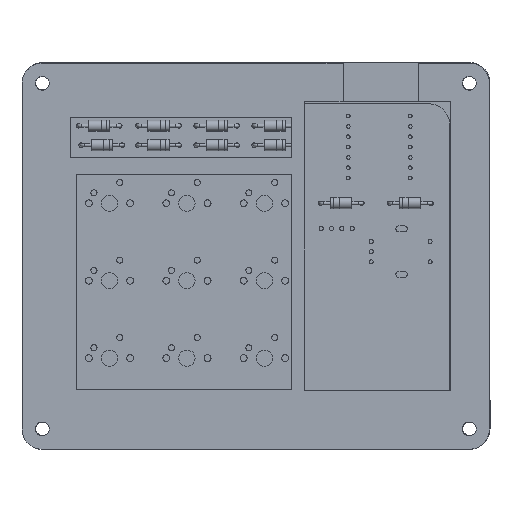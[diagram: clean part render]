
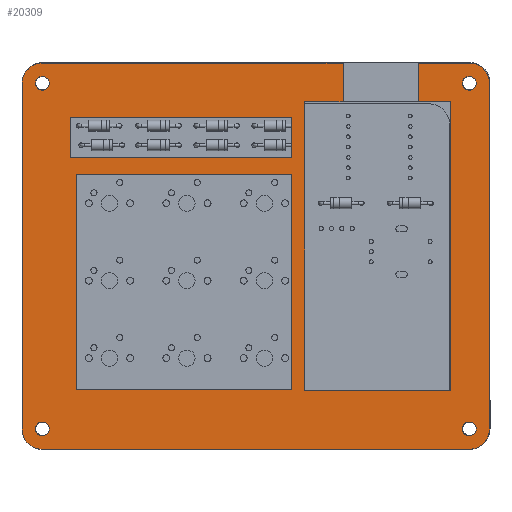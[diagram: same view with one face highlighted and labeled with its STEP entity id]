
A CAD part, top view. The second image highlights one B-rep face of the part: STEP entity #20309.
In plain terms, the highlighted planar face has unit normal (0, 0, 1).
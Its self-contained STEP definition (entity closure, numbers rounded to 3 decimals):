
#2150=FACE_BOUND('',#4913,.T.);
#2151=FACE_BOUND('',#4914,.T.);
#2152=FACE_BOUND('',#4915,.T.);
#2153=FACE_BOUND('',#4916,.T.);
#2154=FACE_BOUND('',#4917,.T.);
#2155=FACE_BOUND('',#4918,.T.);
#2506=PLANE('',#21093);
#3576=FACE_OUTER_BOUND('',#4912,.T.);
#4912=EDGE_LOOP('',(#19089,#19090,#19091,#19092,#19093,#19094,#19095,#19096,
#19097,#19098,#19099,#19100,#19101,#19102,#19103,#19104));
#4913=EDGE_LOOP('',(#19105,#19106,#19107,#19108));
#4914=EDGE_LOOP('',(#19109,#19110,#19111,#19112));
#4915=EDGE_LOOP('',(#19113));
#4916=EDGE_LOOP('',(#19114));
#4917=EDGE_LOOP('',(#19115));
#4918=EDGE_LOOP('',(#19116));
#5163=CIRCLE('',#21057,5.);
#5164=CIRCLE('',#21063,5.);
#5165=CIRCLE('',#21066,5.);
#5166=CIRCLE('',#21068,5.);
#5167=CIRCLE('',#21074,1.7);
#5168=CIRCLE('',#21078,1.7);
#5169=CIRCLE('',#21080,1.7);
#5170=CIRCLE('',#21082,1.7);
#6654=LINE('',#40159,#8182);
#6656=LINE('',#40165,#8184);
#6659=LINE('',#40170,#8187);
#6662=LINE('',#40179,#8190);
#6667=LINE('',#40193,#8195);
#6669=LINE('',#40197,#8197);
#6671=LINE('',#40201,#8199);
#6673=LINE('',#40204,#8201);
#6675=LINE('',#40211,#8203);
#6677=LINE('',#40214,#8205);
#6682=LINE('',#40230,#8210);
#6683=LINE('',#40232,#8211);
#6684=LINE('',#40235,#8212);
#6686=LINE('',#40239,#8214);
#6688=LINE('',#40243,#8216);
#6690=LINE('',#40247,#8218);
#6692=LINE('',#40251,#8220);
#6694=LINE('',#40255,#8222);
#6696=LINE('',#40259,#8224);
#6698=LINE('',#40262,#8226);
#8182=VECTOR('',#23990,10.);
#8184=VECTOR('',#23996,10.);
#8187=VECTOR('',#24001,10.);
#8190=VECTOR('',#24010,10.);
#8195=VECTOR('',#24025,10.);
#8197=VECTOR('',#24029,10.);
#8199=VECTOR('',#24033,10.);
#8201=VECTOR('',#24037,10.);
#8203=VECTOR('',#24045,10.);
#8205=VECTOR('',#24049,10.);
#8210=VECTOR('',#24068,10.);
#8211=VECTOR('',#24071,10.);
#8212=VECTOR('',#24074,10.);
#8214=VECTOR('',#24078,10.);
#8216=VECTOR('',#24082,10.);
#8218=VECTOR('',#24086,10.);
#8220=VECTOR('',#24090,10.);
#8222=VECTOR('',#24094,10.);
#8224=VECTOR('',#24098,10.);
#8226=VECTOR('',#24102,10.);
#10179=VERTEX_POINT('',#40151);
#10180=VERTEX_POINT('',#40152);
#10181=VERTEX_POINT('',#40157);
#10182=VERTEX_POINT('',#40162);
#10183=VERTEX_POINT('',#40164);
#10184=VERTEX_POINT('',#40168);
#10185=VERTEX_POINT('',#40172);
#10186=VERTEX_POINT('',#40173);
#10187=VERTEX_POINT('',#40178);
#10188=VERTEX_POINT('',#40182);
#10189=VERTEX_POINT('',#40186);
#10190=VERTEX_POINT('',#40190);
#10191=VERTEX_POINT('',#40192);
#10192=VERTEX_POINT('',#40196);
#10193=VERTEX_POINT('',#40200);
#10194=VERTEX_POINT('',#40206);
#10195=VERTEX_POINT('',#40210);
#10196=VERTEX_POINT('',#40216);
#10197=VERTEX_POINT('',#40220);
#10198=VERTEX_POINT('',#40224);
#10199=VERTEX_POINT('',#40228);
#10200=VERTEX_POINT('',#40234);
#10201=VERTEX_POINT('',#40238);
#10202=VERTEX_POINT('',#40242);
#10203=VERTEX_POINT('',#40246);
#10204=VERTEX_POINT('',#40250);
#10205=VERTEX_POINT('',#40254);
#10206=VERTEX_POINT('',#40258);
#13121=EDGE_CURVE('',#10179,#10180,#5163,.T.);
#13125=EDGE_CURVE('',#10179,#10181,#6654,.T.);
#13127=EDGE_CURVE('',#10183,#10182,#6656,.T.);
#13130=EDGE_CURVE('',#10182,#10184,#6659,.T.);
#13131=EDGE_CURVE('',#10185,#10186,#5164,.T.);
#13134=EDGE_CURVE('',#10187,#10186,#6662,.T.);
#13136=EDGE_CURVE('',#10187,#10188,#5165,.T.);
#13138=EDGE_CURVE('',#10189,#10181,#5166,.T.);
#13141=EDGE_CURVE('',#10191,#10190,#6667,.T.);
#13143=EDGE_CURVE('',#10192,#10191,#6669,.T.);
#13145=EDGE_CURVE('',#10193,#10192,#6671,.T.);
#13147=EDGE_CURVE('',#10190,#10193,#6673,.T.);
#13148=EDGE_CURVE('',#10194,#10194,#5167,.T.);
#13150=EDGE_CURVE('',#10195,#10183,#6675,.T.);
#13152=EDGE_CURVE('',#10184,#10195,#6677,.T.);
#13153=EDGE_CURVE('',#10196,#10196,#5168,.T.);
#13155=EDGE_CURVE('',#10197,#10197,#5169,.T.);
#13157=EDGE_CURVE('',#10198,#10198,#5170,.T.);
#13160=EDGE_CURVE('',#10185,#10199,#6682,.T.);
#13161=EDGE_CURVE('',#10189,#10188,#6683,.T.);
#13162=EDGE_CURVE('',#10200,#10180,#6684,.T.);
#13164=EDGE_CURVE('',#10201,#10200,#6686,.T.);
#13166=EDGE_CURVE('',#10202,#10201,#6688,.T.);
#13168=EDGE_CURVE('',#10203,#10202,#6690,.T.);
#13170=EDGE_CURVE('',#10204,#10203,#6692,.T.);
#13172=EDGE_CURVE('',#10205,#10204,#6694,.T.);
#13174=EDGE_CURVE('',#10206,#10205,#6696,.T.);
#13176=EDGE_CURVE('',#10199,#10206,#6698,.T.);
#19089=ORIENTED_EDGE('',*,*,#13121,.F.);
#19090=ORIENTED_EDGE('',*,*,#13125,.T.);
#19091=ORIENTED_EDGE('',*,*,#13138,.F.);
#19092=ORIENTED_EDGE('',*,*,#13161,.T.);
#19093=ORIENTED_EDGE('',*,*,#13136,.F.);
#19094=ORIENTED_EDGE('',*,*,#13134,.T.);
#19095=ORIENTED_EDGE('',*,*,#13131,.F.);
#19096=ORIENTED_EDGE('',*,*,#13160,.T.);
#19097=ORIENTED_EDGE('',*,*,#13176,.T.);
#19098=ORIENTED_EDGE('',*,*,#13174,.T.);
#19099=ORIENTED_EDGE('',*,*,#13172,.T.);
#19100=ORIENTED_EDGE('',*,*,#13170,.T.);
#19101=ORIENTED_EDGE('',*,*,#13168,.T.);
#19102=ORIENTED_EDGE('',*,*,#13166,.T.);
#19103=ORIENTED_EDGE('',*,*,#13164,.T.);
#19104=ORIENTED_EDGE('',*,*,#13162,.T.);
#19105=ORIENTED_EDGE('',*,*,#13130,.T.);
#19106=ORIENTED_EDGE('',*,*,#13152,.T.);
#19107=ORIENTED_EDGE('',*,*,#13150,.T.);
#19108=ORIENTED_EDGE('',*,*,#13127,.T.);
#19109=ORIENTED_EDGE('',*,*,#13145,.T.);
#19110=ORIENTED_EDGE('',*,*,#13143,.T.);
#19111=ORIENTED_EDGE('',*,*,#13141,.T.);
#19112=ORIENTED_EDGE('',*,*,#13147,.T.);
#19113=ORIENTED_EDGE('',*,*,#13157,.T.);
#19114=ORIENTED_EDGE('',*,*,#13155,.T.);
#19115=ORIENTED_EDGE('',*,*,#13153,.T.);
#19116=ORIENTED_EDGE('',*,*,#13148,.T.);
#20309=ADVANCED_FACE('',(#3576,#2150,#2151,#2152,#2153,#2154,#2155),#2506,
 .T.);
#21057=AXIS2_PLACEMENT_3D('',#40153,#23983,#23984);
#21063=AXIS2_PLACEMENT_3D('',#40174,#24004,#24005);
#21066=AXIS2_PLACEMENT_3D('',#40183,#24014,#24015);
#21068=AXIS2_PLACEMENT_3D('',#40187,#24019,#24020);
#21074=AXIS2_PLACEMENT_3D('',#40207,#24040,#24041);
#21078=AXIS2_PLACEMENT_3D('',#40217,#24052,#24053);
#21080=AXIS2_PLACEMENT_3D('',#40221,#24057,#24058);
#21082=AXIS2_PLACEMENT_3D('',#40225,#24062,#24063);
#21093=AXIS2_PLACEMENT_3D('',#40263,#24103,#24104);
#23983=DIRECTION('center_axis',(0.,0.,-1.));
#23984=DIRECTION('ref_axis',(-0.707,0.707,0.));
#23990=DIRECTION('',(0.,-1.,0.));
#23996=DIRECTION('',(0.,-1.,0.));
#24001=DIRECTION('',(-1.,0.,0.));
#24004=DIRECTION('center_axis',(0.,0.,-1.));
#24005=DIRECTION('ref_axis',(0.707,0.707,0.));
#24010=DIRECTION('',(0.,1.,0.));
#24014=DIRECTION('center_axis',(0.,0.,-1.));
#24015=DIRECTION('ref_axis',(0.707,-0.707,0.));
#24019=DIRECTION('center_axis',(0.,0.,-1.));
#24020=DIRECTION('ref_axis',(-0.707,-0.707,0.));
#24025=DIRECTION('',(0.,1.,0.));
#24029=DIRECTION('',(-1.,0.,0.));
#24033=DIRECTION('',(0.,-1.,0.));
#24037=DIRECTION('',(1.,0.,0.));
#24040=DIRECTION('center_axis',(0.,0.,-1.));
#24041=DIRECTION('ref_axis',(1.,0.,0.));
#24045=DIRECTION('',(1.,0.,0.));
#24049=DIRECTION('',(0.,1.,0.));
#24052=DIRECTION('center_axis',(0.,0.,-1.));
#24053=DIRECTION('ref_axis',(1.,0.,0.));
#24057=DIRECTION('center_axis',(0.,0.,-1.));
#24058=DIRECTION('ref_axis',(1.,0.,0.));
#24062=DIRECTION('center_axis',(0.,0.,-1.));
#24063=DIRECTION('ref_axis',(1.,0.,0.));
#24068=DIRECTION('',(-1.,0.,0.));
#24071=DIRECTION('',(1.,0.,0.));
#24074=DIRECTION('',(-1.,0.,0.));
#24078=DIRECTION('',(0.,1.,0.));
#24082=DIRECTION('',(1.,0.,0.));
#24086=DIRECTION('',(0.,1.,0.));
#24090=DIRECTION('',(-1.,0.,0.));
#24094=DIRECTION('',(0.,-1.,0.));
#24098=DIRECTION('',(1.,0.,0.));
#24102=DIRECTION('',(0.,-1.,0.));
#24103=DIRECTION('center_axis',(0.,0.,1.));
#24104=DIRECTION('ref_axis',(1.,0.,0.));
#40151=CARTESIAN_POINT('',(-11.329,1.349,1.5));
#40152=CARTESIAN_POINT('',(-6.329,6.349,1.5));
#40153=CARTESIAN_POINT('Origin',(-6.329,1.349,1.5));
#40157=CARTESIAN_POINT('',(-11.329,-83.651,1.5));
#40159=CARTESIAN_POINT('',(-11.329,-88.651,1.5));
#40162=CARTESIAN_POINT('',(55.,-16.94,1.5));
#40164=CARTESIAN_POINT('',(55.,-6.94,1.5));
#40165=CARTESIAN_POINT('',(55.,0.27,1.5));
#40168=CARTESIAN_POINT('',(0.54,-16.94,1.5));
#40170=CARTESIAN_POINT('',(57.54,-16.94,1.5));
#40172=CARTESIAN_POINT('',(98.671,6.349,1.5));
#40173=CARTESIAN_POINT('',(103.671,1.349,1.5));
#40174=CARTESIAN_POINT('Origin',(98.671,1.349,1.5));
#40178=CARTESIAN_POINT('',(103.671,-83.651,1.5));
#40179=CARTESIAN_POINT('',(103.671,6.349,1.5));
#40182=CARTESIAN_POINT('',(98.671,-88.651,1.5));
#40183=CARTESIAN_POINT('Origin',(98.671,-83.651,1.5));
#40186=CARTESIAN_POINT('',(-6.329,-88.651,1.5));
#40187=CARTESIAN_POINT('Origin',(-6.329,-83.651,1.5));
#40190=CARTESIAN_POINT('',(2.,-21.,1.5));
#40192=CARTESIAN_POINT('',(2.,-74.,1.5));
#40193=CARTESIAN_POINT('',(2.,-74.,1.5));
#40196=CARTESIAN_POINT('',(55.,-74.,1.5));
#40197=CARTESIAN_POINT('',(55.,-74.,1.5));
#40200=CARTESIAN_POINT('',(55.,-21.,1.5));
#40201=CARTESIAN_POINT('',(55.,-21.,1.5));
#40204=CARTESIAN_POINT('',(2.,-21.,1.5));
#40206=CARTESIAN_POINT('',(-8.029,-83.651,1.5));
#40207=CARTESIAN_POINT('Origin',(-6.329,-83.651,1.5));
#40210=CARTESIAN_POINT('',(0.54,-6.94,1.5));
#40211=CARTESIAN_POINT('',(0.54,-6.94,1.5));
#40214=CARTESIAN_POINT('',(0.54,-16.94,1.5));
#40216=CARTESIAN_POINT('',(96.971,-83.651,1.5));
#40217=CARTESIAN_POINT('Origin',(98.671,-83.651,1.5));
#40220=CARTESIAN_POINT('',(96.971,1.349,1.5));
#40221=CARTESIAN_POINT('Origin',(98.671,1.349,1.5));
#40224=CARTESIAN_POINT('',(-8.029,1.349,1.5));
#40225=CARTESIAN_POINT('Origin',(-6.329,1.349,1.5));
#40228=CARTESIAN_POINT('',(86.124,6.349,1.5));
#40230=CARTESIAN_POINT('',(-11.329,6.349,1.5));
#40232=CARTESIAN_POINT('',(103.671,-88.651,1.5));
#40234=CARTESIAN_POINT('',(67.624,6.349,1.5));
#40235=CARTESIAN_POINT('',(-11.329,6.349,1.5));
#40238=CARTESIAN_POINT('',(67.624,-3.151,1.5));
#40239=CARTESIAN_POINT('',(67.624,-3.151,1.5));
#40242=CARTESIAN_POINT('',(58.171,-3.151,1.5));
#40243=CARTESIAN_POINT('',(58.171,-3.151,1.5));
#40246=CARTESIAN_POINT('',(58.171,-74.151,1.5));
#40247=CARTESIAN_POINT('',(58.171,-74.151,1.5));
#40250=CARTESIAN_POINT('',(94.171,-74.151,1.5));
#40251=CARTESIAN_POINT('',(94.171,-74.151,1.5));
#40254=CARTESIAN_POINT('',(94.171,-3.151,1.5));
#40255=CARTESIAN_POINT('',(94.171,-3.151,1.5));
#40258=CARTESIAN_POINT('',(86.124,-3.151,1.5));
#40259=CARTESIAN_POINT('',(58.171,-3.151,1.5));
#40262=CARTESIAN_POINT('',(86.124,6.349,1.5));
#40263=CARTESIAN_POINT('Origin',(46.171,-41.151,1.5));
